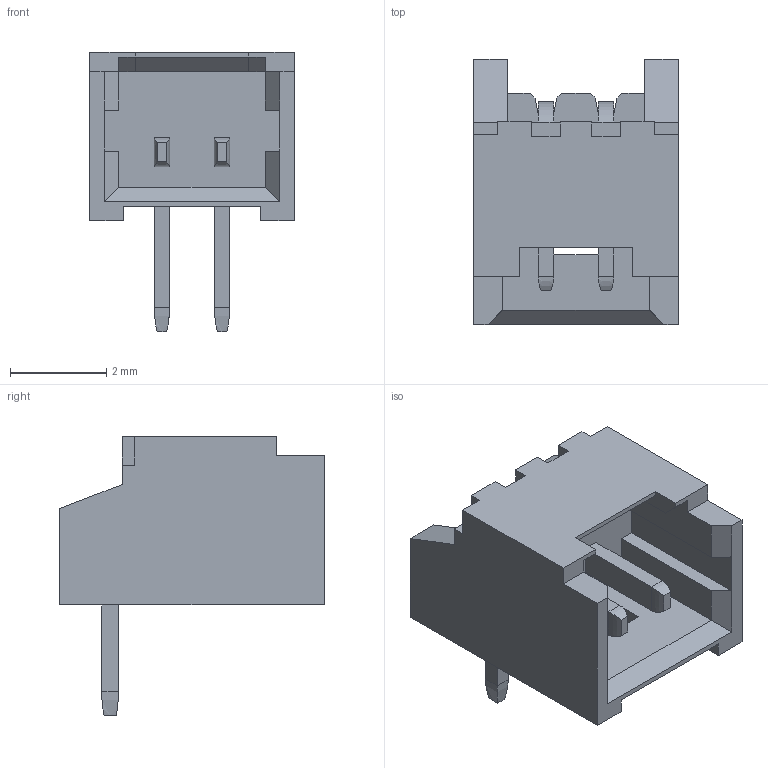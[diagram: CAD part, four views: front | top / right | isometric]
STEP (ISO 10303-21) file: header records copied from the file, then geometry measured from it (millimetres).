
FILE_DESCRIPTION( ( '' ), ' ' );
FILE_NAME( '5a272df9423a370dd08f93d9.step', '2017-12-05T23:38:34', ( '' ), ( '' ), ' ', ' ', ' ' );
FILE_SCHEMA( ( 'AUTOMOTIVE_DESIGN { 1 0 10303 214 1 1 1 1 }' ) );
Length unit declared in the file: metre
Products named in the file (5): Open CASCADE STEP translator 6.8 2; Open CASCADE STEP translator 6.8 1
Bounding box: 4.25 x 5.5 x 5.8 mm (x, y, z)
Volume: 39.2 mm3; surface area: 153.7 mm2
Topology: 1 solids, 1 shells, 116 faces, 310 edges, 202 vertices
Faces by surface type: plane 98, cylinder 10, bspline 8
Entity records: 6274 total; most frequent: CARTESIAN_POINT 931, ORIENTED_EDGE 612, DIRECTION 522, STYLED_ITEM 426, PRESENTATION_STYLE_ASSIGNMENT 426, COLOUR_RGB 426, CURVE_STYLE 310, DRAUGHTING_PRE_DEFINED_CURVE_FONT 310
